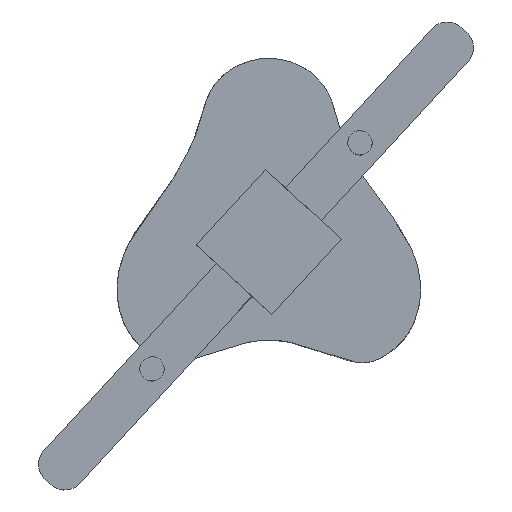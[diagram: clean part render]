
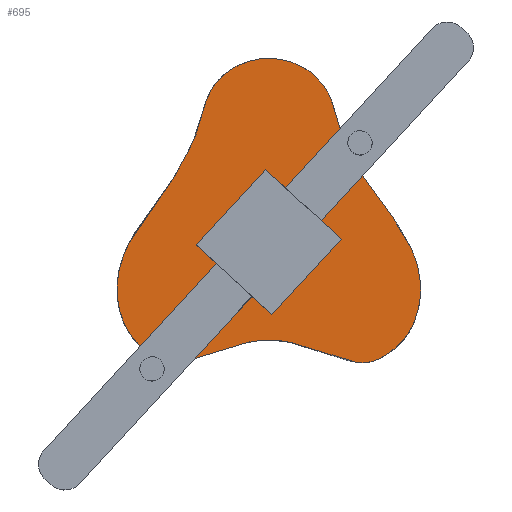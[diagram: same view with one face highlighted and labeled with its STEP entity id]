
A CAD part, top view. The second image highlights one B-rep face of the part: STEP entity #695.
In plain terms, the highlighted planar face has unit normal (0, 0, 1).
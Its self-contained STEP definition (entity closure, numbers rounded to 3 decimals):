
#193=FACE_BOUND('',#274,.T.);
#202=CIRCLE('',#800,5.);
#230=FACE_OUTER_BOUND('',#273,.T.);
#273=EDGE_LOOP('',(#487));
#274=EDGE_LOOP('',(#488));
#321=B_SPLINE_CURVE_WITH_KNOTS('',3,(#1419,#1420,#1421,#1422,#1423,#1424,
#1425,#1426,#1427,#1428,#1429,#1430,#1431,#1432,#1433,#1434,#1435,#1436,
#1437,#1438,#1439,#1440,#1441,#1442,#1443,#1444,#1445,#1446,#1447,#1448,
#1449,#1450,#1451,#1452,#1453,#1454,#1455,#1456,#1457,#1458,#1459,#1460,
#1461,#1462,#1463,#1464,#1465,#1466,#1467,#1468,#1469,#1470,#1471,#1472,
#1473,#1474,#1475,#1476,#1477,#1478,#1479,#1480,#1481,#1482,#1483,#1484,
#1485,#1486,#1487,#1488,#1489,#1490,#1491,#1492,#1493,#1494,#1495,#1496,
#1497,#1498,#1499,#1500,#1501,#1502,#1503,#1504,#1505,#1506,#1507,#1508,
#1509,#1510,#1511,#1512,#1513,#1514,#1515,#1516,#1517,#1518,#1519,#1520,
#1521),.UNSPECIFIED.,.T.,.F.,(4,3,3,3,3,3,3,3,3,3,3,3,3,3,3,3,3,3,3,3,3,
3,3,3,3,3,3,3,3,3,3,3,3,3,4),(0.,0.046,0.083,0.106,
0.128,0.147,0.17,0.197,
0.25,0.297,0.324,0.346,
0.366,0.385,0.408,0.437,
0.481,0.526,0.571,0.601,
0.625,0.645,0.665,0.69,
0.731,0.765,0.795,0.819,
0.84,0.863,0.888,0.916,
0.954,0.998,1.),.UNSPECIFIED.);
#324=VERTEX_POINT('',#1208);
#325=VERTEX_POINT('',#1417);
#387=EDGE_CURVE('',#324,#324,#202,.T.);
#389=EDGE_CURVE('',#325,#325,#321,.T.);
#487=ORIENTED_EDGE('',*,*,#389,.T.);
#488=ORIENTED_EDGE('',*,*,#387,.T.);
#664=PLANE('',#801);
#695=ADVANCED_FACE('',(#230,#193),#664,.T.);
#800=AXIS2_PLACEMENT_3D('',#1210,#886,#887);
#801=AXIS2_PLACEMENT_3D('',#1522,#889,#890);
#886=DIRECTION('center_axis',(0.,0.,-1.));
#887=DIRECTION('ref_axis',(1.,0.,0.));
#889=DIRECTION('center_axis',(0.,0.,1.));
#890=DIRECTION('ref_axis',(1.,0.,0.));
#1208=CARTESIAN_POINT('',(-5.,0.,25.));
#1210=CARTESIAN_POINT('Origin',(0.,0.,25.));
#1417=CARTESIAN_POINT('',(27.736,-1.06,25.));
#1419=CARTESIAN_POINT('Ctrl Pts',(27.736,-1.06,25.));
#1420=CARTESIAN_POINT('Ctrl Pts',(26.519,1.539,25.));
#1421=CARTESIAN_POINT('Ctrl Pts',(24.867,3.955,25.));
#1422=CARTESIAN_POINT('Ctrl Pts',(23.205,6.242,25.));
#1423=CARTESIAN_POINT('Ctrl Pts',(21.863,8.089,25.));
#1424=CARTESIAN_POINT('Ctrl Pts',(20.483,9.817,25.));
#1425=CARTESIAN_POINT('Ctrl Pts',(19.155,11.756,25.));
#1426=CARTESIAN_POINT('Ctrl Pts',(18.298,13.009,25.));
#1427=CARTESIAN_POINT('Ctrl Pts',(17.515,14.356,25.));
#1428=CARTESIAN_POINT('Ctrl Pts',(16.807,15.664,25.));
#1429=CARTESIAN_POINT('Ctrl Pts',(16.169,16.843,25.));
#1430=CARTESIAN_POINT('Ctrl Pts',(15.527,18.006,25.));
#1431=CARTESIAN_POINT('Ctrl Pts',(14.891,19.412,25.));
#1432=CARTESIAN_POINT('Ctrl Pts',(14.308,20.701,25.));
#1433=CARTESIAN_POINT('Ctrl Pts',(13.805,22.202,25.));
#1434=CARTESIAN_POINT('Ctrl Pts',(13.407,23.679,25.));
#1435=CARTESIAN_POINT('Ctrl Pts',(12.951,25.371,25.));
#1436=CARTESIAN_POINT('Ctrl Pts',(12.562,26.984,25.));
#1437=CARTESIAN_POINT('Ctrl Pts',(11.968,28.352,25.));
#1438=CARTESIAN_POINT('Ctrl Pts',(11.247,30.012,25.));
#1439=CARTESIAN_POINT('Ctrl Pts',(10.213,31.408,25.));
#1440=CARTESIAN_POINT('Ctrl Pts',(8.915,32.562,25.));
#1441=CARTESIAN_POINT('Ctrl Pts',(6.415,34.785,25.));
#1442=CARTESIAN_POINT('Ctrl Pts',(3.111,35.95,25.));
#1443=CARTESIAN_POINT('Ctrl Pts',(-0.217,35.898,25.));
#1444=CARTESIAN_POINT('Ctrl Pts',(-3.186,35.852,25.));
#1445=CARTESIAN_POINT('Ctrl Pts',(-6.098,34.845,25.));
#1446=CARTESIAN_POINT('Ctrl Pts',(-8.42,32.981,25.));
#1447=CARTESIAN_POINT('Ctrl Pts',(-9.749,31.913,25.));
#1448=CARTESIAN_POINT('Ctrl Pts',(-10.858,30.593,25.));
#1449=CARTESIAN_POINT('Ctrl Pts',(-11.645,29.039,25.));
#1450=CARTESIAN_POINT('Ctrl Pts',(-12.3,27.746,25.));
#1451=CARTESIAN_POINT('Ctrl Pts',(-12.734,26.236,25.));
#1452=CARTESIAN_POINT('Ctrl Pts',(-13.168,24.583,25.));
#1453=CARTESIAN_POINT('Ctrl Pts',(-13.559,23.093,25.));
#1454=CARTESIAN_POINT('Ctrl Pts',(-14.005,21.515,25.));
#1455=CARTESIAN_POINT('Ctrl Pts',(-14.579,20.13,25.));
#1456=CARTESIAN_POINT('Ctrl Pts',(-15.132,18.798,25.));
#1457=CARTESIAN_POINT('Ctrl Pts',(-15.737,17.668,25.));
#1458=CARTESIAN_POINT('Ctrl Pts',(-16.307,16.597,25.));
#1459=CARTESIAN_POINT('Ctrl Pts',(-16.966,15.359,25.));
#1460=CARTESIAN_POINT('Ctrl Pts',(-17.636,14.116,25.));
#1461=CARTESIAN_POINT('Ctrl Pts',(-18.407,12.894,25.));
#1462=CARTESIAN_POINT('Ctrl Pts',(-19.401,11.318,25.));
#1463=CARTESIAN_POINT('Ctrl Pts',(-20.49,9.892,25.));
#1464=CARTESIAN_POINT('Ctrl Pts',(-21.55,8.477,25.));
#1465=CARTESIAN_POINT('Ctrl Pts',(-23.161,6.327,25.));
#1466=CARTESIAN_POINT('Ctrl Pts',(-24.801,4.125,25.));
#1467=CARTESIAN_POINT('Ctrl Pts',(-26.228,1.747,25.));
#1468=CARTESIAN_POINT('Ctrl Pts',(-27.709,-0.72,25.));
#1469=CARTESIAN_POINT('Ctrl Pts',(-28.898,-3.37,25.));
#1470=CARTESIAN_POINT('Ctrl Pts',(-29.391,-6.145,25.));
#1471=CARTESIAN_POINT('Ctrl Pts',(-29.874,-8.865,25.));
#1472=CARTESIAN_POINT('Ctrl Pts',(-29.709,-11.698,25.));
#1473=CARTESIAN_POINT('Ctrl Pts',(-28.868,-14.324,25.));
#1474=CARTESIAN_POINT('Ctrl Pts',(-28.294,-16.112,25.));
#1475=CARTESIAN_POINT('Ctrl Pts',(-27.418,-17.763,25.));
#1476=CARTESIAN_POINT('Ctrl Pts',(-26.254,-19.131,25.));
#1477=CARTESIAN_POINT('Ctrl Pts',(-25.358,-20.185,25.));
#1478=CARTESIAN_POINT('Ctrl Pts',(-24.251,-21.135,25.));
#1479=CARTESIAN_POINT('Ctrl Pts',(-23.035,-21.927,25.));
#1480=CARTESIAN_POINT('Ctrl Pts',(-21.992,-22.607,25.));
#1481=CARTESIAN_POINT('Ctrl Pts',(-20.927,-23.123,25.));
#1482=CARTESIAN_POINT('Ctrl Pts',(-19.889,-23.366,25.));
#1483=CARTESIAN_POINT('Ctrl Pts',(-18.865,-23.606,25.));
#1484=CARTESIAN_POINT('Ctrl Pts',(-17.794,-23.6,25.));
#1485=CARTESIAN_POINT('Ctrl Pts',(-16.526,-23.357,25.));
#1486=CARTESIAN_POINT('Ctrl Pts',(-14.898,-23.044,25.));
#1487=CARTESIAN_POINT('Ctrl Pts',(-13.049,-22.363,25.));
#1488=CARTESIAN_POINT('Ctrl Pts',(-11.318,-21.745,25.));
#1489=CARTESIAN_POINT('Ctrl Pts',(-8.517,-20.746,25.));
#1490=CARTESIAN_POINT('Ctrl Pts',(-5.959,-19.854,25.));
#1491=CARTESIAN_POINT('Ctrl Pts',(-3.331,-19.398,25.));
#1492=CARTESIAN_POINT('Ctrl Pts',(-1.221,-19.032,25.));
#1493=CARTESIAN_POINT('Ctrl Pts',(0.934,-19.012,25.));
#1494=CARTESIAN_POINT('Ctrl Pts',(3.047,-19.351,25.));
#1495=CARTESIAN_POINT('Ctrl Pts',(5.014,-19.666,25.));
#1496=CARTESIAN_POINT('Ctrl Pts',(6.939,-20.239,25.));
#1497=CARTESIAN_POINT('Ctrl Pts',(8.944,-20.915,25.));
#1498=CARTESIAN_POINT('Ctrl Pts',(10.464,-21.428,25.));
#1499=CARTESIAN_POINT('Ctrl Pts',(12.063,-22.033,25.));
#1500=CARTESIAN_POINT('Ctrl Pts',(13.683,-22.572,25.));
#1501=CARTESIAN_POINT('Ctrl Pts',(15.191,-23.074,25.));
#1502=CARTESIAN_POINT('Ctrl Pts',(16.675,-23.469,25.));
#1503=CARTESIAN_POINT('Ctrl Pts',(17.927,-23.534,25.));
#1504=CARTESIAN_POINT('Ctrl Pts',(19.244,-23.602,25.));
#1505=CARTESIAN_POINT('Ctrl Pts',(20.355,-23.34,25.));
#1506=CARTESIAN_POINT('Ctrl Pts',(21.554,-22.767,25.));
#1507=CARTESIAN_POINT('Ctrl Pts',(22.853,-22.147,25.));
#1508=CARTESIAN_POINT('Ctrl Pts',(24.18,-21.201,25.));
#1509=CARTESIAN_POINT('Ctrl Pts',(25.263,-20.174,25.));
#1510=CARTESIAN_POINT('Ctrl Pts',(26.496,-19.007,25.));
#1511=CARTESIAN_POINT('Ctrl Pts',(27.457,-17.657,25.));
#1512=CARTESIAN_POINT('Ctrl Pts',(28.179,-16.095,25.));
#1513=CARTESIAN_POINT('Ctrl Pts',(29.15,-13.995,25.));
#1514=CARTESIAN_POINT('Ctrl Pts',(29.648,-11.638,25.));
#1515=CARTESIAN_POINT('Ctrl Pts',(29.661,-9.295,25.));
#1516=CARTESIAN_POINT('Ctrl Pts',(29.676,-6.611,25.));
#1517=CARTESIAN_POINT('Ctrl Pts',(29.032,-3.949,25.));
#1518=CARTESIAN_POINT('Ctrl Pts',(27.919,-1.459,25.));
#1519=CARTESIAN_POINT('Ctrl Pts',(27.859,-1.326,25.));
#1520=CARTESIAN_POINT('Ctrl Pts',(27.798,-1.193,25.));
#1521=CARTESIAN_POINT('Ctrl Pts',(27.736,-1.06,25.));
#1522=CARTESIAN_POINT('Origin',(-0.099,6.172,25.));
